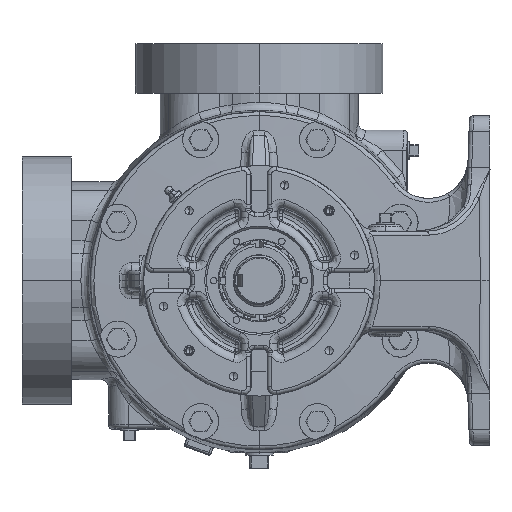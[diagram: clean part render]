
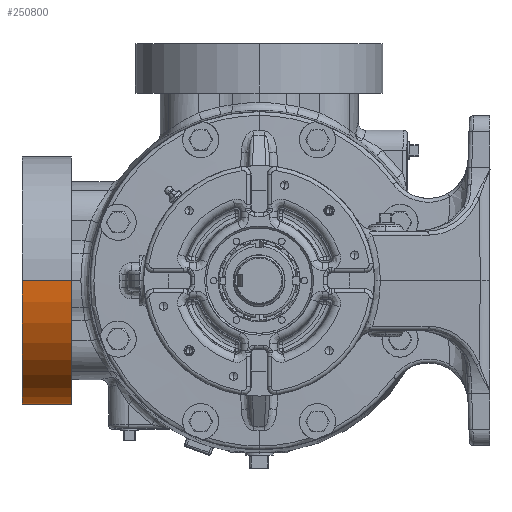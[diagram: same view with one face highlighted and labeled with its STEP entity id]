
A CAD part, left-side view. The second image highlights one B-rep face of the part: STEP entity #250800.
In plain terms, the highlighted cylindrical face has radius 95.25 mm (diameter 190.5 mm), a partial arc.
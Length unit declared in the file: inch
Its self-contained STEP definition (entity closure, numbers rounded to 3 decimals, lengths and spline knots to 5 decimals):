
#6137 = DIRECTION ( 'NONE',  ( 0., -1., 0. ) ) ;
#7151 = EDGE_CURVE ( 'NONE', #123254, #58737, #241678, .T. ) ;
#26354 = CYLINDRICAL_SURFACE ( 'NONE', #253817, 3.75 ) ;
#40077 = DIRECTION ( 'NONE',  ( 0., -1., 0. ) ) ;
#41431 = CARTESIAN_POINT ( 'NONE',  ( 7.095, 5.44318, 0. ) ) ;
#47394 = VECTOR ( 'NONE', #40077, 39.37008 ) ;
#47521 = DIRECTION ( 'NONE',  ( -1., 0., 0. ) ) ;
#47846 = EDGE_LOOP ( 'NONE', ( #258315, #230253, #49441, #87462 ) ) ;
#49441 = ORIENTED_EDGE ( 'NONE', *, *, #7151, .F. ) ;
#53132 = VERTEX_POINT ( 'NONE', #142022 ) ;
#55884 = DIRECTION ( 'NONE',  ( 0., -1., 0. ) ) ;
#58737 = VERTEX_POINT ( 'NONE', #71082 ) ;
#67746 = EDGE_CURVE ( 'NONE', #53132, #58737, #97919, .T. ) ;
#71082 = CARTESIAN_POINT ( 'NONE',  ( 7.095, 5.6875, 0. ) ) ;
#75469 = CARTESIAN_POINT ( 'NONE',  ( -0.405, 5.44318, 0. ) ) ;
#82869 = DIRECTION ( 'NONE',  ( -1., 0., 0. ) ) ;
#87462 = ORIENTED_EDGE ( 'NONE', *, *, #112901, .F. ) ;
#95496 = DIRECTION ( 'NONE',  ( 0., -1., 0. ) ) ;
#97919 = LINE ( 'NONE', #41431, #47394 ) ;
#108055 = DIRECTION ( 'NONE',  ( 0., -1., 0. ) ) ;
#109904 = CARTESIAN_POINT ( 'NONE',  ( -0.405, 5.6875, 0. ) ) ;
#112901 = EDGE_CURVE ( 'NONE', #194108, #123254, #263383, .T. ) ;
#123254 = VERTEX_POINT ( 'NONE', #109904 ) ;
#127269 = FACE_OUTER_BOUND ( 'NONE', #47846, .T. ) ;
#142022 = CARTESIAN_POINT ( 'NONE',  ( 7.095, 7.1875, 0. ) ) ;
#175594 = CARTESIAN_POINT ( 'NONE',  ( 3.345, 5.44318, 0. ) ) ;
#182896 = AXIS2_PLACEMENT_3D ( 'NONE', #251791, #108055, #47521 ) ;
#190427 = CARTESIAN_POINT ( 'NONE',  ( 3.345, 5.6875, 0. ) ) ;
#190469 = AXIS2_PLACEMENT_3D ( 'NONE', #190427, #6137, #82869 ) ;
#191126 = VECTOR ( 'NONE', #95496, 39.37008 ) ;
#194108 = VERTEX_POINT ( 'NONE', #240700 ) ;
#230253 = ORIENTED_EDGE ( 'NONE', *, *, #67746, .T. ) ;
#231849 = EDGE_CURVE ( 'NONE', #194108, #53132, #259945, .T. ) ;
#240700 = CARTESIAN_POINT ( 'NONE',  ( -0.405, 7.1875, 0. ) ) ;
#241195 = DIRECTION ( 'NONE',  ( -1., 0., 0. ) ) ;
#241678 = CIRCLE ( 'NONE', #190469, 3.75 ) ;
#250800 = ADVANCED_FACE ( 'NONE', ( #127269 ), #26354, .T. ) ;
#251791 = CARTESIAN_POINT ( 'NONE',  ( 3.345, 7.1875, 0. ) ) ;
#253817 = AXIS2_PLACEMENT_3D ( 'NONE', #175594, #55884, #241195 ) ;
#258315 = ORIENTED_EDGE ( 'NONE', *, *, #231849, .T. ) ;
#259945 = CIRCLE ( 'NONE', #182896, 3.75 ) ;
#263383 = LINE ( 'NONE', #75469, #191126 ) ;
